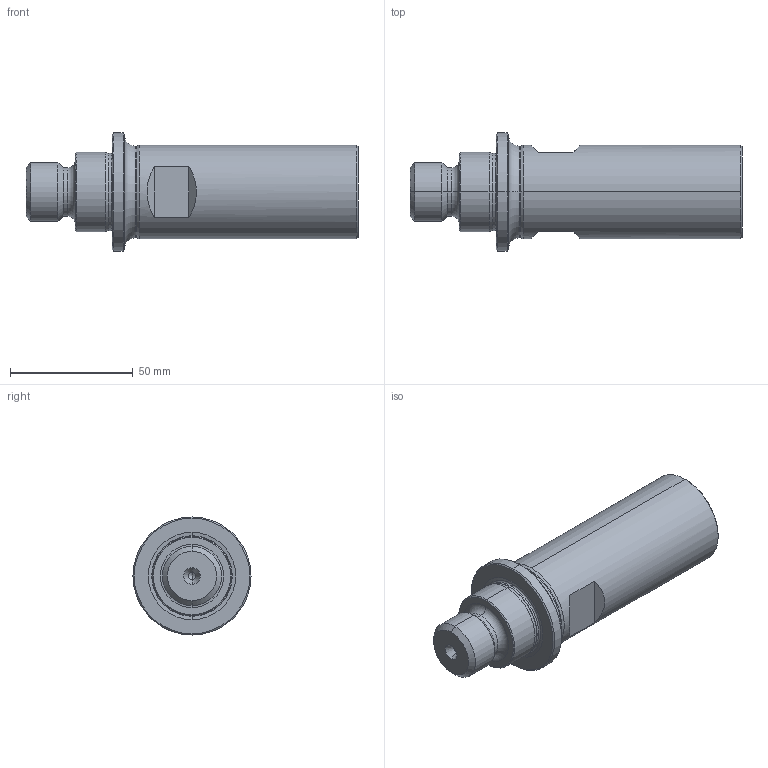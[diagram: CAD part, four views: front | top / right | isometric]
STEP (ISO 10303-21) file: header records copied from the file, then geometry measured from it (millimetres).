
FILE_DESCRIPTION (( 'STEP AP214' ), '1' );
FILE_NAME ('AD 38-100.STEP', '2012-10-31T14:11:55', ( '' ), ( '' ), 'SwSTEP 2.0', 'SolidWorks 2012', '' );
FILE_SCHEMA (( 'AUTOMOTIVE_DESIGN' ));
Length unit declared in the file: millimetre
Products named in the file (1): AD 38-100
Bounding box: 135 x 48 x 48 mm (x, y, z)
Volume: 132482.9 mm3; surface area: 20083.2 mm2
Topology: 1 solids, 1 shells, 83 faces, 172 edges, 92 vertices
Faces by surface type: cone 38, cylinder 26, plane 11, torus 8
Entity records: 2188 total; most frequent: DIRECTION 416, CARTESIAN_POINT 352, ORIENTED_EDGE 328, AXIS2_PLACEMENT_3D 172, EDGE_CURVE 164, EDGE_LOOP 92, VERTEX_POINT 92, CIRCLE 88
